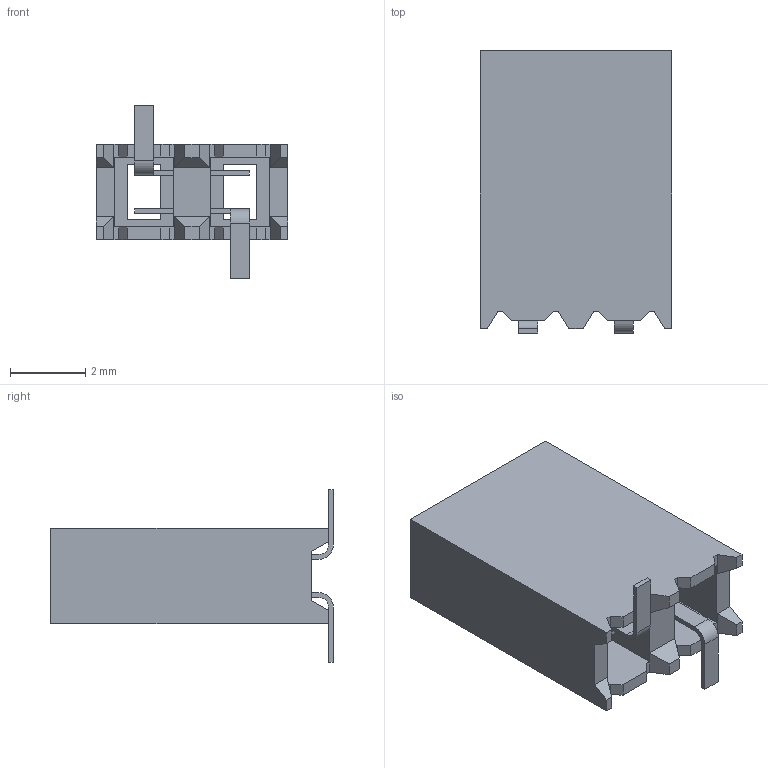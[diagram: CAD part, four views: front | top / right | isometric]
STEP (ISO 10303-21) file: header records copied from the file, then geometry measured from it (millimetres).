
FILE_DESCRIPTION(/* description */ ('STEP AP214'),/* implementation_level */ '2;1');
FILE_NAME(/* name */ 'SSM-102-L-SV-BE-TR',/* time_stamp */ '2023-05-30T22:48:32+02:00',/* author */ ('License CC BY-ND 4.0'),/* organization */ ('CADENAS'),/* preprocessor_version */ 'ST-DEVELOPER v19.3',/* originating_system */ 'PARTsolutions',/* authorisation */ ' ');
FILE_SCHEMA (('AUTOMOTIVE_DESIGN {1 0 10303 214 3 1 1}'));
Length unit declared in the file: inch
Products named in the file (3): SSM-102-L-SV-BE-TR; C-95-022; SSM-102-L-SV-BE-TR_body
Assembly tree (2 placements, depth 2):
  SSM-102-L-SV-BE-TR
    C-95-022
    SSM-102-L-SV-BE-TR_body
Bounding box: 5.08 x 7.49 x 4.57 mm (x, y, z)
Volume: 61.2 mm3; surface area: 229.4 mm2
Topology: 2 solids, 2 shells, 93 faces, 264 edges, 176 vertices
Faces by surface type: plane 89, cylinder 4
Entity records: 3052 total; most frequent: CARTESIAN_POINT 536, ORIENTED_EDGE 528, DIRECTION 464, EDGE_CURVE 264, LINE 256, VECTOR 256, VERTEX_POINT 176, AXIS2_PLACEMENT_3D 104
